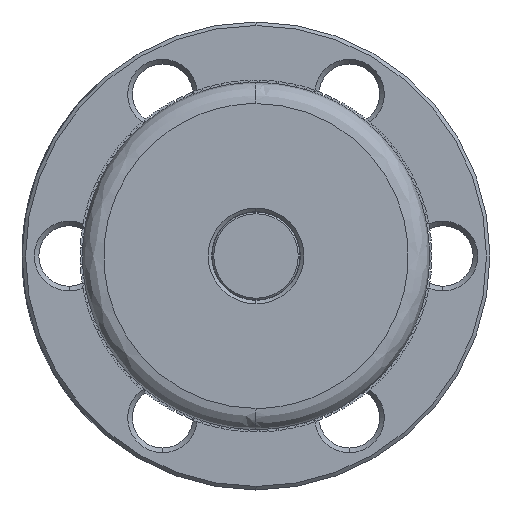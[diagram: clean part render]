
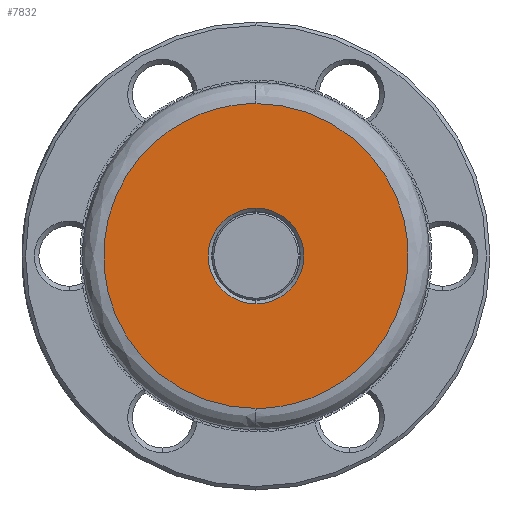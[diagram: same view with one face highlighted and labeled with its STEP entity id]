
A CAD part, left-side view. The second image highlights one B-rep face of the part: STEP entity #7832.
In plain terms, the highlighted planar face has unit normal (-1, 0, 0).
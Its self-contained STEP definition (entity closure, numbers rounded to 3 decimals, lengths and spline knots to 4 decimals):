
#666 = ORIENTED_EDGE ( 'NONE', *, *, #4326, .F. ) ;
#667 = ORIENTED_EDGE ( 'NONE', *, *, #4171, .F. ) ;
#668 = ORIENTED_EDGE ( 'NONE', *, *, #16844, .F. ) ;
#669 = ORIENTED_EDGE ( 'NONE', *, *, #4262, .F. ) ;
#4029 = VERTEX_POINT ( 'NONE', #23969 ) ;
#4030 = VERTEX_POINT ( 'NONE', #23971 ) ;
#4171 = EDGE_CURVE ( 'NONE', #4029, #4030, #16253, .T. ) ;
#4262 = EDGE_CURVE ( 'NONE', #36837, #37253, #4644, .T. ) ;
#4326 = EDGE_CURVE ( 'NONE', #4030, #4029, #16430, .T. ) ;
#4644 =( BOUNDED_CURVE ( )  B_SPLINE_CURVE ( 3, ( #6568, #6563, #6564, #6569 ),
 .UNSPECIFIED., .F., .F. ) 
 B_SPLINE_CURVE_WITH_KNOTS ( ( 4, 4 ),
 ( 0.5, 1. ),
 .UNSPECIFIED. ) 
 CURVE ( )  GEOMETRIC_REPRESENTATION_ITEM ( )  RATIONAL_B_SPLINE_CURVE ( ( 1., 0.333, 0.333, 1. ) ) 
 REPRESENTATION_ITEM ( '' )  );
#6563 = CARTESIAN_POINT ( 'NONE',  ( -5.1283, 2.1996, -1.0998 ) ) ;
#6564 = CARTESIAN_POINT ( 'NONE',  ( -5.1283, 2.1996, 1.0998 ) ) ;
#6568 = CARTESIAN_POINT ( 'NONE',  ( -5.1283, 0., -1.0998 ) ) ;
#6569 = CARTESIAN_POINT ( 'NONE',  ( -5.1283, 0., 1.0998 ) ) ;
#6787 = CARTESIAN_POINT ( 'NONE',  ( -5.1283, 0., 0. ) ) ;
#6788 = DIRECTION ( 'NONE',  ( -1., 0., 0. ) ) ;
#6789 = DIRECTION ( 'NONE',  ( 0., 0., 1. ) ) ;
#7832 = ADVANCED_FACE ( 'NONE', ( #11319, #11322 ), #30253, .F. ) ;
#11319 = FACE_BOUND ( 'NONE', #36847, .T. ) ;
#11322 = FACE_OUTER_BOUND ( 'NONE', #48401, .T. ) ;
#16253 = CIRCLE ( 'NONE', #17579, 0.3454 ) ;
#16430 = CIRCLE ( 'NONE', #17794, 0.3454 ) ;
#16844 = EDGE_CURVE ( 'NONE', #37253, #36837, #34589, .T. ) ;
#17579 = AXIS2_PLACEMENT_3D ( 'NONE', #24545, #24547, #24549 ) ;
#17794 = AXIS2_PLACEMENT_3D ( 'NONE', #6787, #6788, #6789 ) ;
#21126 = CARTESIAN_POINT ( 'NONE',  ( -5.1283, 0., 1.0998 ) ) ;
#21127 = CARTESIAN_POINT ( 'NONE',  ( -5.1283, -2.1996, 1.0998 ) ) ;
#21131 = CARTESIAN_POINT ( 'NONE',  ( -5.1283, -2.1996, -1.0998 ) ) ;
#21132 = CARTESIAN_POINT ( 'NONE',  ( -5.1283, 0., -1.0998 ) ) ;
#22035 = AXIS2_PLACEMENT_3D ( 'NONE', #30249, #30258, #30259 ) ;
#23969 = CARTESIAN_POINT ( 'NONE',  ( -5.1283, 0., -0.3454 ) ) ;
#23971 = CARTESIAN_POINT ( 'NONE',  ( -5.1283, 0., 0.3454 ) ) ;
#24545 = CARTESIAN_POINT ( 'NONE',  ( -5.1283, 0., 0. ) ) ;
#24547 = DIRECTION ( 'NONE',  ( -1., 0., 0. ) ) ;
#24549 = DIRECTION ( 'NONE',  ( 0., 0., 1. ) ) ;
#26082 = CARTESIAN_POINT ( 'NONE',  ( -5.1283, 0., -1.0998 ) ) ;
#26136 = CARTESIAN_POINT ( 'NONE',  ( -5.1283, 0., 1.0998 ) ) ;
#30249 = CARTESIAN_POINT ( 'NONE',  ( -5.1283, 0., 0. ) ) ;
#30253 = PLANE ( 'NONE',  #22035 ) ;
#30258 = DIRECTION ( 'NONE',  ( 1., 0., 0. ) ) ;
#30259 = DIRECTION ( 'NONE',  ( 0., 1., 0. ) ) ;
#34589 =( BOUNDED_CURVE ( )  B_SPLINE_CURVE ( 3, ( #21126, #21127, #21131, #21132 ),
 .UNSPECIFIED., .F., .F. ) 
 B_SPLINE_CURVE_WITH_KNOTS ( ( 4, 4 ),
 ( 0., 0.5 ),
 .UNSPECIFIED. ) 
 CURVE ( )  GEOMETRIC_REPRESENTATION_ITEM ( )  RATIONAL_B_SPLINE_CURVE ( ( 1., 0.333, 0.333, 1. ) ) 
 REPRESENTATION_ITEM ( '' )  );
#36837 = VERTEX_POINT ( 'NONE', #26082 ) ;
#36847 = EDGE_LOOP ( 'NONE', ( #666, #667 ) ) ;
#37253 = VERTEX_POINT ( 'NONE', #26136 ) ;
#48401 = EDGE_LOOP ( 'NONE', ( #668, #669 ) ) ;
